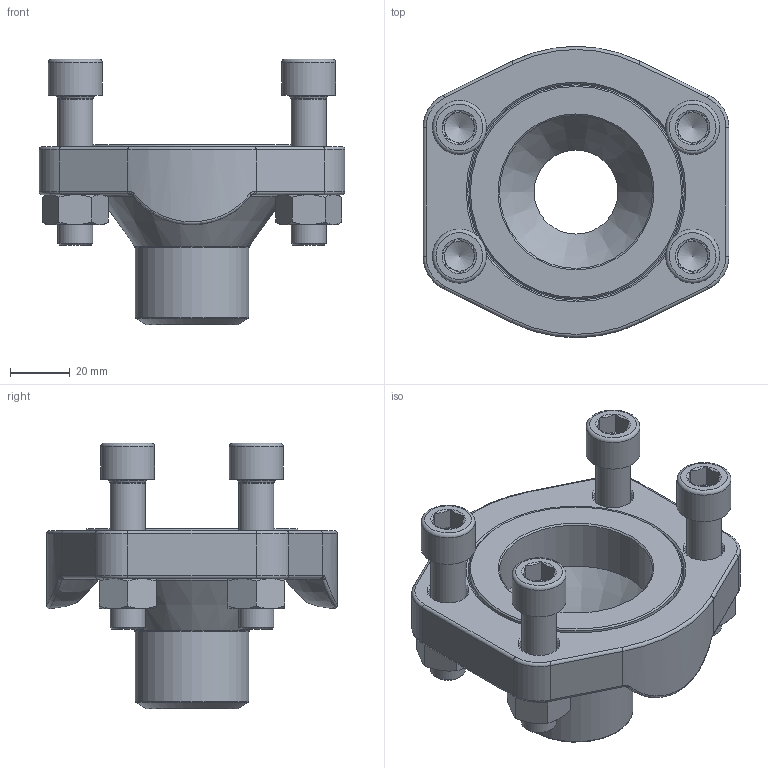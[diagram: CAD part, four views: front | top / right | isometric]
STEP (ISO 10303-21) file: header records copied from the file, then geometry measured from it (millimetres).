
FILE_DESCRIPTION(/* description */ (''),/* implementation_level */ '2;1');
FILE_NAME(/* name */ 'AFG51-306.stp',/* time_stamp */ '2025-01-15T08:43:45+01:00',/* author */ (''),/* organization */ (''),/* preprocessor_version */ 'ST-DEVELOPER v16',/* originating_system */ 'SIEMENS PLM Software NX 10.0',/* authorisation */ '');
FILE_SCHEMA (('AUTOMOTIVE_DESIGN { 1 0 10303 214 3 1 1 1 }'));
Length unit declared in the file: millimetre
Products named in the file (5): X-AFK51-3; X-AFV51-3; X-FM12; X-M12x50I; AFG51-3
Assembly tree (10 placements, depth 2):
  AFG51-3
    X-M12x50I  x4
    X-FM12  x4
    X-AFV51-3
    X-AFK51-3
Bounding box: 102 x 97 x 88.6 mm (x, y, z)
Volume: 162161.7 mm3; surface area: 59895.2 mm2
Topology: 10 solids, 10 shells, 302 faces, 633 edges, 357 vertices
Faces by surface type: cone 112, plane 104, cylinder 41, torus 34, bspline 9, sphere 2
Full cylindrical faces by diameter (mm): 10.344 x4, 11.701 x4, 13 x4, 18 x4, 28 x1, 38 x1, 51 x1, 62 x1, 62.75 x1, 71.4 x1, 72.25 x1
Entity records: 4233 total; most frequent: CARTESIAN_POINT 1133, DIRECTION 658, ORIENTED_EDGE 532, AXIS2_PLACEMENT_3D 299, EDGE_CURVE 266, EDGE_LOOP 206, VERTEX_POINT 175, CIRCLE 151
